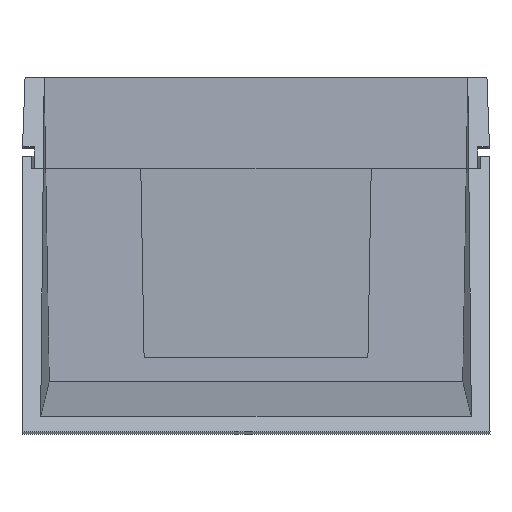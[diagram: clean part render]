
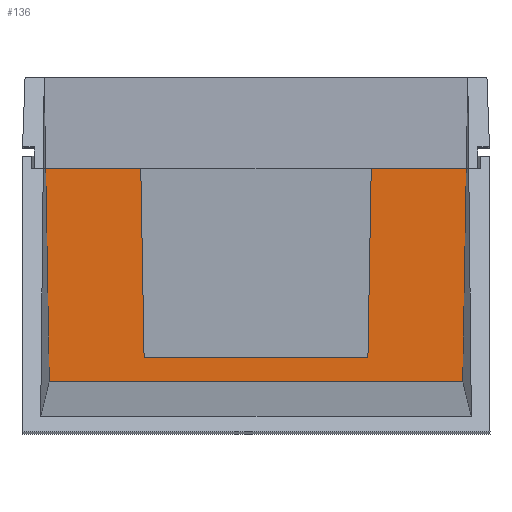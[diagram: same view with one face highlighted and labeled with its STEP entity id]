
A CAD part, top view. The second image highlights one B-rep face of the part: STEP entity #136.
In plain terms, the highlighted planar face has unit normal (0, 0.018, 1).
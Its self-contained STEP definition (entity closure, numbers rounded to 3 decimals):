
#136=ADVANCED_FACE('',(#278),#210,.T.);
#210=PLANE('',#1525);
#278=FACE_OUTER_BOUND('',#352,.T.);
#352=EDGE_LOOP('',(#499,#500,#501,#502,#503,#504,#505,#506));
#499=ORIENTED_EDGE('',*,*,#1007,.T.);
#500=ORIENTED_EDGE('',*,*,#1013,.T.);
#501=ORIENTED_EDGE('',*,*,#991,.T.);
#502=ORIENTED_EDGE('',*,*,#1014,.F.);
#503=ORIENTED_EDGE('',*,*,#1001,.F.);
#504=ORIENTED_EDGE('',*,*,#1010,.F.);
#505=ORIENTED_EDGE('',*,*,#977,.T.);
#506=ORIENTED_EDGE('',*,*,#1012,.F.);
#841=VERTEX_POINT('',#2038);
#842=VERTEX_POINT('',#2040);
#855=VERTEX_POINT('',#2067);
#856=VERTEX_POINT('',#2069);
#859=VERTEX_POINT('',#2086);
#860=VERTEX_POINT('',#2087);
#865=VERTEX_POINT('',#2098);
#866=VERTEX_POINT('',#2100);
#977=EDGE_CURVE('',#842,#841,#1176,.T.);
#991=EDGE_CURVE('',#856,#855,#1190,.T.);
#1001=EDGE_CURVE('',#859,#860,#1200,.T.);
#1007=EDGE_CURVE('',#866,#865,#1206,.T.);
#1010=EDGE_CURVE('',#842,#859,#1209,.T.);
#1012=EDGE_CURVE('',#866,#841,#1211,.T.);
#1013=EDGE_CURVE('',#865,#856,#1212,.T.);
#1014=EDGE_CURVE('',#860,#855,#1213,.T.);
#1176=LINE('',#2039,#1361);
#1190=LINE('',#2068,#1375);
#1200=LINE('',#2085,#1385);
#1206=LINE('',#2099,#1391);
#1209=LINE('',#2104,#1394);
#1211=LINE('',#2107,#1396);
#1212=LINE('',#2109,#1397);
#1213=LINE('',#2110,#1398);
#1361=VECTOR('',#1651,1.);
#1375=VECTOR('',#1667,1.);
#1385=VECTOR('',#1685,1.);
#1391=VECTOR('',#1693,1.);
#1394=VECTOR('',#1698,1.);
#1396=VECTOR('',#1702,1.);
#1397=VECTOR('',#1705,1.);
#1398=VECTOR('',#1706,1.);
#1525=AXIS2_PLACEMENT_3D('',#2111,#1707,#1708);
#1651=DIRECTION('',(-1.,0.,0.));
#1667=DIRECTION('',(-1.,0.,0.));
#1685=DIRECTION('',(-1.,0.,0.));
#1693=DIRECTION('',(-1.,0.,0.));
#1698=DIRECTION('',(-0.017,-1.,0.017));
#1702=DIRECTION('',(0.017,1.,-0.017));
#1705=DIRECTION('',(-0.017,1.,-0.017));
#1706=DIRECTION('',(-0.017,1.,-0.017));
#1707=DIRECTION('',(0.,0.017,1.));
#1708=DIRECTION('',(0.,-1.,0.017));
#2038=CARTESIAN_POINT('',(116.565,-1025.682,1659.539));
#2039=CARTESIAN_POINT('',(101.,-1025.682,1659.539));
#2040=CARTESIAN_POINT('',(131.884,-1025.682,1659.539));
#2067=CARTESIAN_POINT('',(64.116,-1025.682,1659.539));
#2068=CARTESIAN_POINT('',(95.,-1025.682,1659.539));
#2069=CARTESIAN_POINT('',(79.435,-1025.682,1659.539));
#2085=CARTESIAN_POINT('',(101.,-1059.907,1660.137));
#2086=CARTESIAN_POINT('',(131.314,-1059.907,1660.137));
#2087=CARTESIAN_POINT('',(64.686,-1059.907,1660.137));
#2098=CARTESIAN_POINT('',(79.965,-1056.047,1660.069));
#2099=CARTESIAN_POINT('',(101.,-1056.047,1660.069));
#2100=CARTESIAN_POINT('',(116.035,-1056.047,1660.069));
#2104=CARTESIAN_POINT('',(132.119,-1011.517,1659.292));
#2107=CARTESIAN_POINT('',(116.816,-1011.276,1659.288));
#2109=CARTESIAN_POINT('',(79.184,-1011.276,1659.288));
#2110=CARTESIAN_POINT('',(63.881,-1011.517,1659.292));
#2111=CARTESIAN_POINT('',(101.,-1011.,1659.283));
